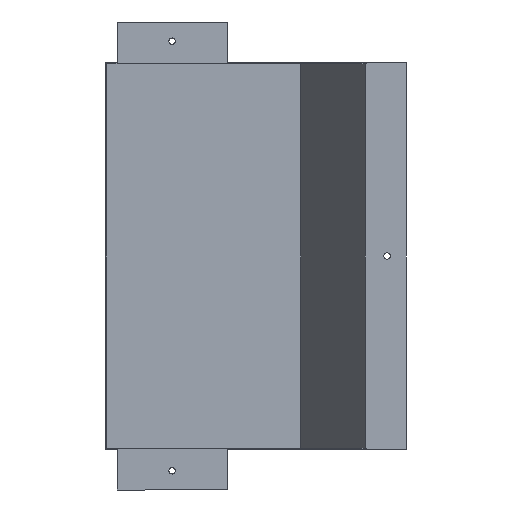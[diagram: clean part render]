
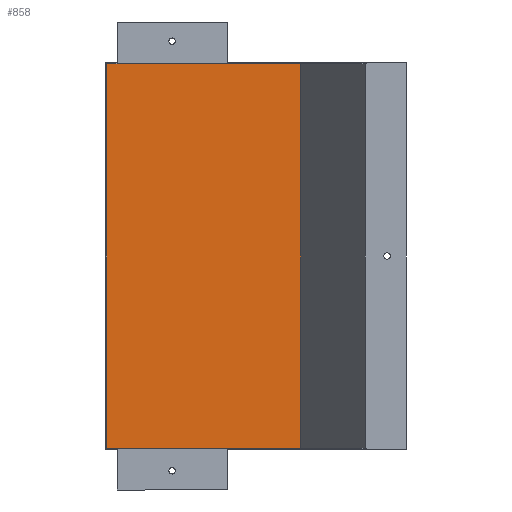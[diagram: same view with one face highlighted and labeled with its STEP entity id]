
A CAD part, front view. The second image highlights one B-rep face of the part: STEP entity #858.
In plain terms, the highlighted planar face has unit normal (0, -1, 0).
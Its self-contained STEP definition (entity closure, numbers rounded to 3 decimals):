
#100 = EDGE_CURVE ( 'NONE', #1038, #1042, #772, .T. ) ;
#102 = EDGE_CURVE ( 'NONE', #156, #188, #780, .T. ) ;
#104 = EDGE_CURVE ( 'NONE', #1042, #188, #784, .T. ) ;
#105 = EDGE_CURVE ( 'NONE', #156, #1038, #787, .T. ) ;
#156 = VERTEX_POINT ( 'NONE', #3046 ) ;
#188 = VERTEX_POINT ( 'NONE', #3013 ) ;
#701 = EDGE_LOOP ( 'NONE', ( #1103, #1102, #1101, #1100 ) ) ;
#772 = LINE ( 'NONE', #3162, #779 ) ;
#779 = VECTOR ( 'NONE', #3144, 1000. ) ;
#780 = LINE ( 'NONE', #3141, #783 ) ;
#783 = VECTOR ( 'NONE', #3139, 1000. ) ;
#784 = LINE ( 'NONE', #3137, #788 ) ;
#787 = LINE ( 'NONE', #3135, #791 ) ;
#788 = VECTOR ( 'NONE', #3136, 1000. ) ;
#791 = VECTOR ( 'NONE', #3134, 1000. ) ;
#804 = CARTESIAN_POINT ( 'NONE',  ( 0.8, 130.2, -0.8 ) ) ;
#812 = CARTESIAN_POINT ( 'NONE',  ( 0.8, 130.2, -302.2 ) ) ;
#858 = ADVANCED_FACE ( 'NONE', ( #2426 ), #2246, .T. ) ;
#1038 = VERTEX_POINT ( 'NONE', #812 ) ;
#1042 = VERTEX_POINT ( 'NONE', #804 ) ;
#1100 = ORIENTED_EDGE ( 'NONE', *, *, #102, .T. ) ;
#1101 = ORIENTED_EDGE ( 'NONE', *, *, #105, .F. ) ;
#1102 = ORIENTED_EDGE ( 'NONE', *, *, #100, .F. ) ;
#1103 = ORIENTED_EDGE ( 'NONE', *, *, #104, .F. ) ;
#2243 = DIRECTION ( 'NONE',  ( 0., 0., -1. ) ) ;
#2244 = DIRECTION ( 'NONE',  ( 0., -1., 0. ) ) ;
#2246 = PLANE ( 'NONE',  #2411 ) ;
#2252 = CARTESIAN_POINT ( 'NONE',  ( 0., 130.2, -303. ) ) ;
#2411 = AXIS2_PLACEMENT_3D ( 'NONE', #2252, #2244, #2243 ) ;
#2426 = FACE_OUTER_BOUND ( 'NONE', #701, .T. ) ;
#3013 = CARTESIAN_POINT ( 'NONE',  ( 152.552, 130.2, -0.8 ) ) ;
#3046 = CARTESIAN_POINT ( 'NONE',  ( 152.552, 130.2, -302.2 ) ) ;
#3134 = DIRECTION ( 'NONE',  ( -1., 0., 0. ) ) ;
#3135 = CARTESIAN_POINT ( 'NONE',  ( 0., 130.2, -302.2 ) ) ;
#3136 = DIRECTION ( 'NONE',  ( 1., 0., 0. ) ) ;
#3137 = CARTESIAN_POINT ( 'NONE',  ( 0., 130.2, -0.8 ) ) ;
#3139 = DIRECTION ( 'NONE',  ( 0., 0., 1. ) ) ;
#3141 = CARTESIAN_POINT ( 'NONE',  ( 152.552, 130.2, -303. ) ) ;
#3144 = DIRECTION ( 'NONE',  ( 0., 0., 1. ) ) ;
#3162 = CARTESIAN_POINT ( 'NONE',  ( 0.8, 130.2, -303. ) ) ;
